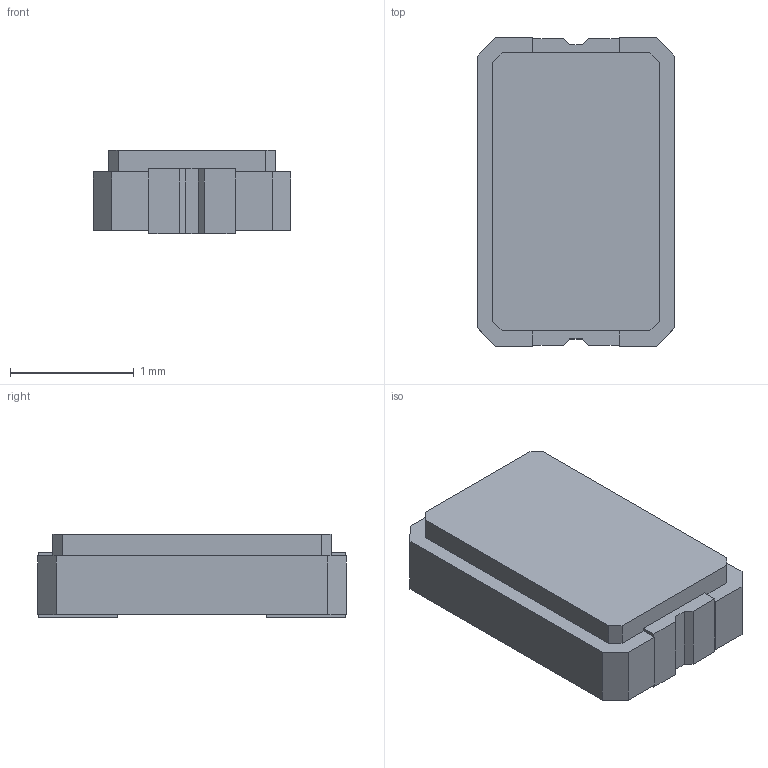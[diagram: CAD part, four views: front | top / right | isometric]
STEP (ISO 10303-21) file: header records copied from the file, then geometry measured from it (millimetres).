
FILE_DESCRIPTION(('FreeCAD Model'),'2;1');
FILE_NAME('Xtal_SMD_ABS07.step', '2016-01-05T22:37:31',('Author'),(''), 'Open CASCADE STEP processor 6.8','FreeCAD','Unknown');
FILE_SCHEMA(('AUTOMOTIVE_DESIGN_CC2 { 1 2 10303 214 -1 1 5 4 }'));
Length unit declared in the file: millimetre
Products named in the file (2): ASSEMBLY; Clone_of_User_Library-445-CRYTAL-SMD
Assembly tree (1 placements, depth 2):
  ASSEMBLY
    Clone_of_User_Library-445-CRYTAL-SMD
Bounding box: 1.6 x 2.5 x 0.68 mm (x, y, z)
Volume: 2.4 mm3; surface area: 13 mm2
Topology: 1 solids, 1 shells, 50 faces, 136 edges, 88 vertices
Faces by surface type: plane 50
Entity records: 3685 total; most frequent: CARTESIAN_POINT 548, DIRECTION 512, LINE 408, VECTOR 408, ORIENTED_EDGE 272, PCURVE 272, DEFINITIONAL_REPRESENTATION 272, EDGE_CURVE 136
